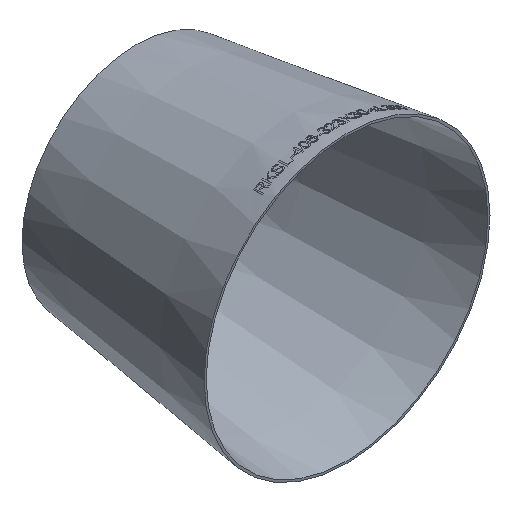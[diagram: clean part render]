
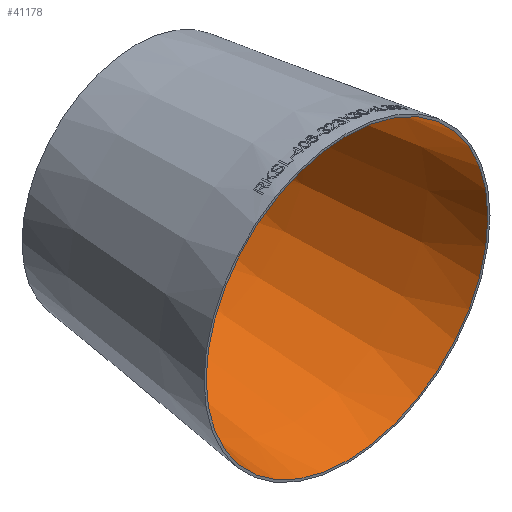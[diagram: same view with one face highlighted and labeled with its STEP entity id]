
A CAD part, isometric view. The second image highlights one B-rep face of the part: STEP entity #41178.
In plain terms, the highlighted conical face has half-angle 7.829 degrees and reference radius 200.172 mm.
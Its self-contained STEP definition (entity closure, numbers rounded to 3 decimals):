
#327 = DIRECTION ( 'NONE',  ( 0., 0., -1. ) ) ;
#2272 = EDGE_CURVE ( 'NONE', #30288, #30288, #15654, .T. ) ;
#5114 = FACE_BOUND ( 'NONE', #34279, .T. ) ;
#8970 = EDGE_CURVE ( 'NONE', #25777, #25777, #13771, .T. ) ;
#12270 = EDGE_LOOP ( 'NONE', ( #41367 ) ) ;
#12374 = CARTESIAN_POINT ( 'NONE',  ( 0., 0., 0. ) ) ;
#13771 = CIRCLE ( 'NONE', #48322, 158.922 ) ;
#13807 = AXIS2_PLACEMENT_3D ( 'NONE', #15014, #27934, #327 ) ;
#15014 = CARTESIAN_POINT ( 'NONE',  ( 0., 0., 0. ) ) ;
#15172 = DIRECTION ( 'NONE',  ( 0., -1., 0. ) ) ;
#15654 = CIRCLE ( 'NONE', #24279, 200.172 ) ;
#21716 = DIRECTION ( 'NONE',  ( 0., 0., -1. ) ) ;
#24034 = FACE_OUTER_BOUND ( 'NONE', #12270, .T. ) ;
#24279 = AXIS2_PLACEMENT_3D ( 'NONE', #12374, #30712, #21716 ) ;
#25777 = VERTEX_POINT ( 'NONE', #44087 ) ;
#27934 = DIRECTION ( 'NONE',  ( 0., -1., 0. ) ) ;
#29107 = ORIENTED_EDGE ( 'NONE', *, *, #8970, .F. ) ;
#30288 = VERTEX_POINT ( 'NONE', #44378 ) ;
#30712 = DIRECTION ( 'NONE',  ( 0., -1., 0. ) ) ;
#34279 = EDGE_LOOP ( 'NONE', ( #29107 ) ) ;
#41178 = ADVANCED_FACE ( 'NONE', ( #5114, #24034 ), #52164, .F. ) ;
#41367 = ORIENTED_EDGE ( 'NONE', *, *, #2272, .T. ) ;
#44087 = CARTESIAN_POINT ( 'NONE',  ( 0., 300., -158.922 ) ) ;
#44378 = CARTESIAN_POINT ( 'NONE',  ( 0., 0., -200.172 ) ) ;
#46103 = CARTESIAN_POINT ( 'NONE',  ( 0., 300., 0. ) ) ;
#48322 = AXIS2_PLACEMENT_3D ( 'NONE', #46103, #15172, #55417 ) ;
#52164 = CONICAL_SURFACE ( 'NONE', #13807, 200.172, 0.137 ) ;
#55417 = DIRECTION ( 'NONE',  ( 0., 0., -1. ) ) ;
